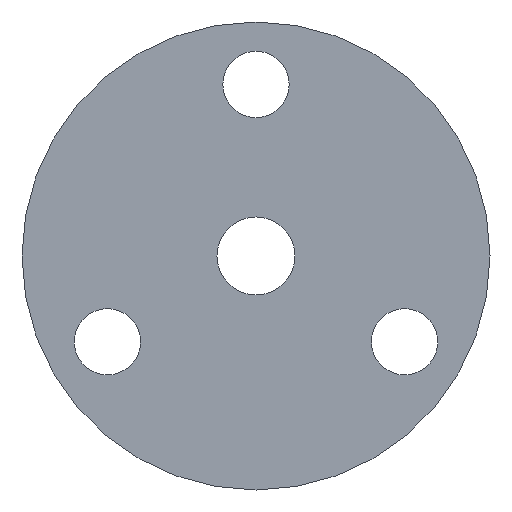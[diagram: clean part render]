
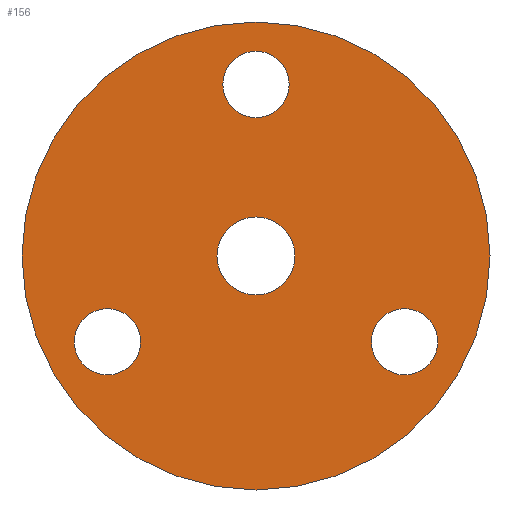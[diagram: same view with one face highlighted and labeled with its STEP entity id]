
A CAD part, front view. The second image highlights one B-rep face of the part: STEP entity #156.
In plain terms, the highlighted planar face has unit normal (0, -1, 0).
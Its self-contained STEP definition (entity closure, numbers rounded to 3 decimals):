
#13 = CIRCLE ( 'NONE', #325, 4.25 ) ;
#14 = AXIS2_PLACEMENT_3D ( 'NONE', #217, #419, #199 ) ;
#17 = EDGE_CURVE ( 'NONE', #142, #125, #90, .T. ) ;
#18 = DIRECTION ( 'NONE',  ( 0., 0., 1. ) ) ;
#19 = CARTESIAN_POINT ( 'NONE',  ( 19.053, 0., -6.75 ) ) ;
#20 = DIRECTION ( 'NONE',  ( 0., 1., 0. ) ) ;
#22 = DIRECTION ( 'NONE',  ( 0., 0., 1. ) ) ;
#27 = ORIENTED_EDGE ( 'NONE', *, *, #149, .F. ) ;
#28 = AXIS2_PLACEMENT_3D ( 'NONE', #457, #311, #275 ) ;
#33 = DIRECTION ( 'NONE',  ( 0., 0., 1. ) ) ;
#35 = CIRCLE ( 'NONE', #334, 5. ) ;
#50 = DIRECTION ( 'NONE',  ( 0., 1., 0. ) ) ;
#53 = EDGE_CURVE ( 'NONE', #222, #398, #127, .T. ) ;
#55 = AXIS2_PLACEMENT_3D ( 'NONE', #224, #361, #359 ) ;
#58 = DIRECTION ( 'NONE',  ( 0., 0., 1. ) ) ;
#72 = CIRCLE ( 'NONE', #55, 4.25 ) ;
#74 = DIRECTION ( 'NONE',  ( 0., 1., 0. ) ) ;
#83 = CARTESIAN_POINT ( 'NONE',  ( -19.053, 0., -6.75 ) ) ;
#86 = EDGE_CURVE ( 'NONE', #382, #360, #146, .T. ) ;
#90 = CIRCLE ( 'NONE', #14, 5. ) ;
#101 = FACE_BOUND ( 'NONE', #252, .T. ) ;
#109 = CARTESIAN_POINT ( 'NONE',  ( -19.053, 0., -11. ) ) ;
#112 = ORIENTED_EDGE ( 'NONE', *, *, #301, .T. ) ;
#113 = CARTESIAN_POINT ( 'NONE',  ( 0., 0., 22. ) ) ;
#116 = CARTESIAN_POINT ( 'NONE',  ( 0., 0., 0. ) ) ;
#125 = VERTEX_POINT ( 'NONE', #202 ) ;
#127 = CIRCLE ( 'NONE', #458, 4.25 ) ;
#129 = DIRECTION ( 'NONE',  ( 0., 0., 1. ) ) ;
#130 = FACE_BOUND ( 'NONE', #437, .T. ) ;
#131 = ORIENTED_EDGE ( 'NONE', *, *, #226, .T. ) ;
#140 = ORIENTED_EDGE ( 'NONE', *, *, #86, .T. ) ;
#142 = VERTEX_POINT ( 'NONE', #342 ) ;
#146 = CIRCLE ( 'NONE', #230, 4.25 ) ;
#147 = CARTESIAN_POINT ( 'NONE',  ( -19.053, 0., -15.25 ) ) ;
#149 = EDGE_CURVE ( 'NONE', #321, #362, #435, .T. ) ;
#154 = CARTESIAN_POINT ( 'NONE',  ( 19.053, 0., -15.25 ) ) ;
#156 = ADVANCED_FACE ( 'NONE', ( #101, #169, #163, #245, #130 ), #340, .F. ) ;
#163 = FACE_BOUND ( 'NONE', #273, .T. ) ;
#169 = FACE_BOUND ( 'NONE', #279, .T. ) ;
#171 = CARTESIAN_POINT ( 'NONE',  ( -19.053, 0., -11. ) ) ;
#189 = DIRECTION ( 'NONE',  ( 0., 1., 0. ) ) ;
#190 = AXIS2_PLACEMENT_3D ( 'NONE', #113, #470, #402 ) ;
#199 = DIRECTION ( 'NONE',  ( 0., 0., 1. ) ) ;
#202 = CARTESIAN_POINT ( 'NONE',  ( 0., 0., -5. ) ) ;
#204 = EDGE_CURVE ( 'NONE', #398, #222, #450, .T. ) ;
#208 = DIRECTION ( 'NONE',  ( 0., 1., 0. ) ) ;
#215 = DIRECTION ( 'NONE',  ( 0., 1., 0. ) ) ;
#217 = CARTESIAN_POINT ( 'NONE',  ( 0., 0., 0. ) ) ;
#221 = EDGE_CURVE ( 'NONE', #468, #440, #256, .T. ) ;
#222 = VERTEX_POINT ( 'NONE', #147 ) ;
#224 = CARTESIAN_POINT ( 'NONE',  ( 19.053, 0., -11. ) ) ;
#226 = EDGE_CURVE ( 'NONE', #440, #468, #13, .T. ) ;
#230 = AXIS2_PLACEMENT_3D ( 'NONE', #243, #208, #129 ) ;
#243 = CARTESIAN_POINT ( 'NONE',  ( 19.053, 0., -11. ) ) ;
#245 = FACE_OUTER_BOUND ( 'NONE', #287, .T. ) ;
#252 = EDGE_LOOP ( 'NONE', ( #140, #112 ) ) ;
#256 = CIRCLE ( 'NONE', #190, 4.25 ) ;
#259 = AXIS2_PLACEMENT_3D ( 'NONE', #448, #50, #410 ) ;
#261 = CARTESIAN_POINT ( 'NONE',  ( 0., 0., -30. ) ) ;
#262 = CARTESIAN_POINT ( 'NONE',  ( 0., 0., 17.75 ) ) ;
#273 = EDGE_LOOP ( 'NONE', ( #131, #353 ) ) ;
#275 = DIRECTION ( 'NONE',  ( 0., 0., 1. ) ) ;
#279 = EDGE_LOOP ( 'NONE', ( #365, #416 ) ) ;
#285 = DIRECTION ( 'NONE',  ( 0., 0., 1. ) ) ;
#287 = EDGE_LOOP ( 'NONE', ( #434, #27 ) ) ;
#291 = CARTESIAN_POINT ( 'NONE',  ( 0., 0., 30. ) ) ;
#296 = CIRCLE ( 'NONE', #259, 30. ) ;
#301 = EDGE_CURVE ( 'NONE', #360, #382, #72, .T. ) ;
#311 = DIRECTION ( 'NONE',  ( 0., 1., 0. ) ) ;
#321 = VERTEX_POINT ( 'NONE', #291 ) ;
#325 = AXIS2_PLACEMENT_3D ( 'NONE', #329, #215, #33 ) ;
#328 = ORIENTED_EDGE ( 'NONE', *, *, #17, .T. ) ;
#329 = CARTESIAN_POINT ( 'NONE',  ( 0., 0., 22. ) ) ;
#334 = AXIS2_PLACEMENT_3D ( 'NONE', #116, #189, #18 ) ;
#335 = EDGE_CURVE ( 'NONE', #125, #142, #35, .T. ) ;
#340 = PLANE ( 'NONE',  #28 ) ;
#342 = CARTESIAN_POINT ( 'NONE',  ( 0., 0., 5. ) ) ;
#347 = CARTESIAN_POINT ( 'NONE',  ( 0., 0., 0. ) ) ;
#353 = ORIENTED_EDGE ( 'NONE', *, *, #221, .T. ) ;
#359 = DIRECTION ( 'NONE',  ( 0., 0., 1. ) ) ;
#360 = VERTEX_POINT ( 'NONE', #154 ) ;
#361 = DIRECTION ( 'NONE',  ( 0., 1., 0. ) ) ;
#362 = VERTEX_POINT ( 'NONE', #261 ) ;
#364 = CARTESIAN_POINT ( 'NONE',  ( 0., 0., 26.25 ) ) ;
#365 = ORIENTED_EDGE ( 'NONE', *, *, #204, .T. ) ;
#369 = AXIS2_PLACEMENT_3D ( 'NONE', #347, #461, #22 ) ;
#382 = VERTEX_POINT ( 'NONE', #19 ) ;
#384 = AXIS2_PLACEMENT_3D ( 'NONE', #109, #74, #285 ) ;
#388 = EDGE_CURVE ( 'NONE', #362, #321, #296, .T. ) ;
#398 = VERTEX_POINT ( 'NONE', #83 ) ;
#402 = DIRECTION ( 'NONE',  ( 0., 0., 1. ) ) ;
#410 = DIRECTION ( 'NONE',  ( 0., 0., 1. ) ) ;
#416 = ORIENTED_EDGE ( 'NONE', *, *, #53, .T. ) ;
#419 = DIRECTION ( 'NONE',  ( 0., 1., 0. ) ) ;
#434 = ORIENTED_EDGE ( 'NONE', *, *, #388, .F. ) ;
#435 = CIRCLE ( 'NONE', #369, 30. ) ;
#437 = EDGE_LOOP ( 'NONE', ( #459, #328 ) ) ;
#440 = VERTEX_POINT ( 'NONE', #364 ) ;
#448 = CARTESIAN_POINT ( 'NONE',  ( 0., 0., 0. ) ) ;
#450 = CIRCLE ( 'NONE', #384, 4.25 ) ;
#457 = CARTESIAN_POINT ( 'NONE',  ( 0., 0., 0. ) ) ;
#458 = AXIS2_PLACEMENT_3D ( 'NONE', #171, #20, #58 ) ;
#459 = ORIENTED_EDGE ( 'NONE', *, *, #335, .T. ) ;
#461 = DIRECTION ( 'NONE',  ( 0., 1., 0. ) ) ;
#468 = VERTEX_POINT ( 'NONE', #262 ) ;
#470 = DIRECTION ( 'NONE',  ( 0., 1., 0. ) ) ;
